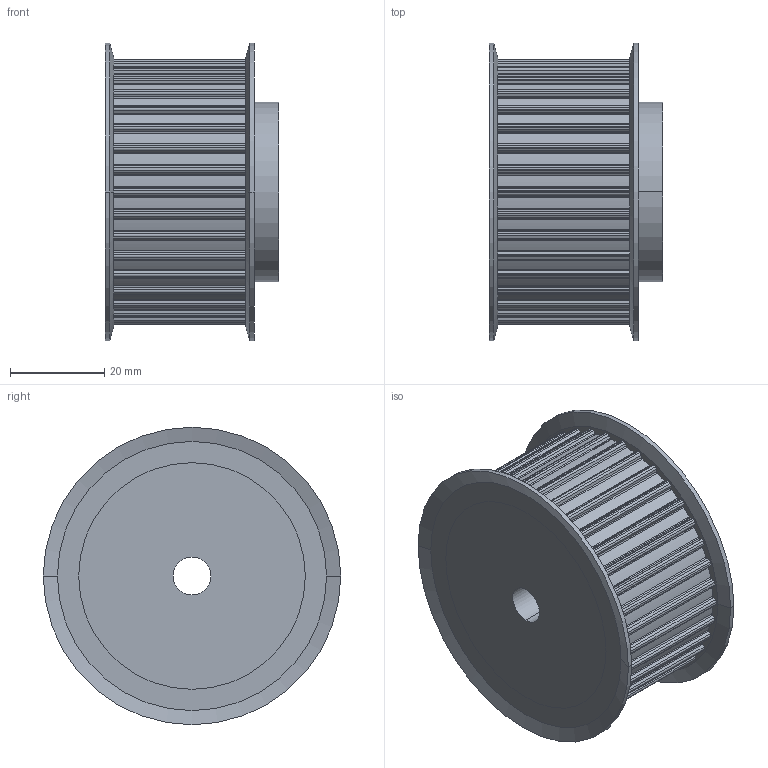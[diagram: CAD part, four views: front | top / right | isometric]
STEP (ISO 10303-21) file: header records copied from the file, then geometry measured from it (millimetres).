
FILE_DESCRIPTION(('HOOPS Exchange Step'),'2;1');
FILE_NAME('export-0D5ACBEC-4CBF-49C7-AD20-5EF0E0BB9F4C.stp','2023-12-13T16:17:23+01:00',('Engineering'),('Alibre'),'HOOPS Exchange 2021.0','Alibre','Unknown authorisation');
FILE_SCHEMA( ('AP242_MANAGED_MODEL_BASED_3D_ENGINEERING_MIM_LF {1 0 10303 442 1 1 4 }') );
Length unit declared in the file: millimetre
Products named in the file (3): 6422-2 AT5 Pulley 36-AT5 Z=36 for 25mm wide belts FLANGE; 6422-1 AT5 Pulley 36-AT5 Z=36 for 25mm wide belts BODY; 6422 AT5 Pulley 36-AT5 Z=36 for 25mm wide belts
Assembly tree (3 placements, depth 2):
  6422 AT5 Pulley 36-AT5 Z=36 for 25mm wide belts
    6422-2 AT5 Pulley 36-AT5 Z=36 for 25mm wide belts FLANGE  x2
    6422-1 AT5 Pulley 36-AT5 Z=36 for 25mm wide belts BODY
Bounding box: 36.8 x 63 x 63 mm (x, y, z)
Volume: 76750.7 mm3; surface area: 18555.4 mm2
Topology: 3 solids, 3 shells, 379 faces, 1102 edges, 732 vertices
Faces by surface type: cylinder 290, plane 81, cone 8
Entity records: 12683 total; most frequent: DIRECTION 2414, CARTESIAN_POINT 2180, ORIENTED_EDGE 2164, EDGE_CURVE 1082, AXIS2_PLACEMENT_3D 954, VERTEX_POINT 720, CIRCLE 576, VECTOR 506
